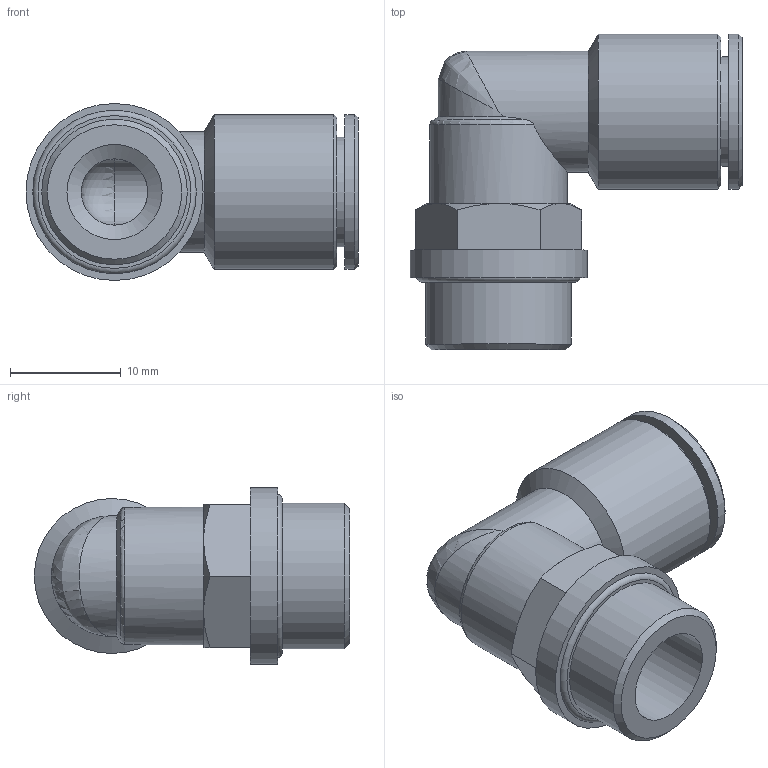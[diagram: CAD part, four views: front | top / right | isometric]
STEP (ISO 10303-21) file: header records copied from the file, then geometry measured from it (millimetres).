
FILE_DESCRIPTION((''),'2;1');
FILE_NAME('Schlauchanschluss_G1_4_90Grad_A27005012.stp','2006-06-14T09:23:26',('ScheitB'),(''),'Autodesk Inventor 10','Autodesk Inventor 10','');
FILE_SCHEMA(('AUTOMOTIVE_DESIGN { 1 0 10303 214 1 1 1 1 }'));
Length unit declared in the file: millimetre
Products named in the file (1): angea06b
Bounding box: 30 x 28.5 x 16 mm (x, y, z)
Volume: 3892.3 mm3; surface area: 3266.8 mm2
Topology: 1 solids, 1 shells, 43 faces, 95 edges, 57 vertices
Faces by surface type: plane 15, cylinder 11, cone 11, bspline 3, torus 2, sphere 1
Full cylindrical faces by diameter (mm): 6 x2, 8 x1, 9.9 x1, 10.9 x1, 12.4 x1, 13.157 x1, 14 x2, 16 x1
Entity records: 1299 total; most frequent: CARTESIAN_POINT 475, DIRECTION 172, ORIENTED_EDGE 136, AXIS2_PLACEMENT_3D 80, EDGE_LOOP 69, EDGE_CURVE 68, VERTEX_POINT 51, FACE_OUTER_BOUND 43
